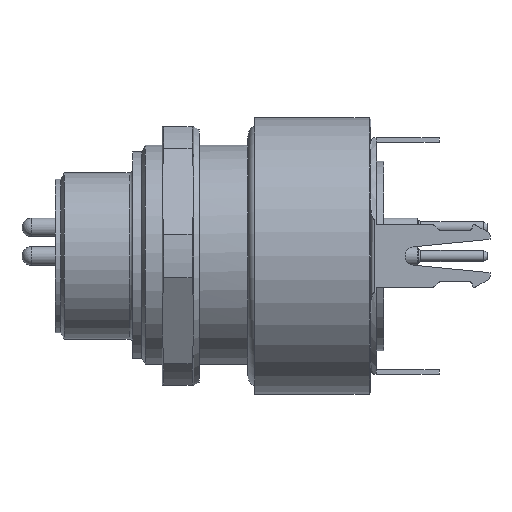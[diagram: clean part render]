
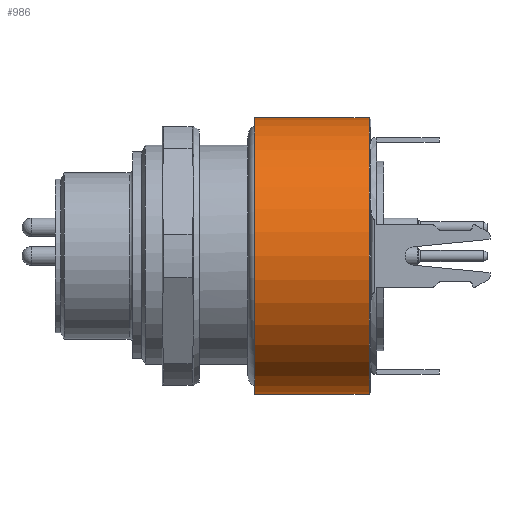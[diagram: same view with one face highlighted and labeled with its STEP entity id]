
A CAD part, front view. The second image highlights one B-rep face of the part: STEP entity #986.
In plain terms, the highlighted cylindrical face has radius 7.5 mm (diameter 15 mm), a full revolution.
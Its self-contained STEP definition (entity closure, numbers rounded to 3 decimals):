
#986=ADVANCED_FACE('',(#1297,#1298),#1212,.T.);
#1212=CYLINDRICAL_SURFACE('',#3865,7.5);
#1297=FACE_BOUND('',#1441,.T.);
#1298=FACE_BOUND('',#1442,.T.);
#1441=EDGE_LOOP('',(#1762));
#1442=EDGE_LOOP('',(#1763));
#1762=ORIENTED_EDGE('',*,*,#3149,.T.);
#1763=ORIENTED_EDGE('',*,*,#3150,.T.);
#2790=VERTEX_POINT('',#5393);
#2791=VERTEX_POINT('',#5395);
#3149=EDGE_CURVE('',#2790,#2790,#3670,.T.);
#3150=EDGE_CURVE('',#2791,#2791,#3671,.T.);
#3670=CIRCLE('',#3863,7.5);
#3671=CIRCLE('',#3864,7.5);
#3863=AXIS2_PLACEMENT_3D('',#5392,#4316,#4317);
#3864=AXIS2_PLACEMENT_3D('',#5394,#4318,#4319);
#3865=AXIS2_PLACEMENT_3D('',#5396,#4320,#4321);
#4316=DIRECTION('',(-1.,0.,0.));
#4317=DIRECTION('',(0.,0.,-1.));
#4318=DIRECTION('',(1.,0.,0.));
#4319=DIRECTION('',(0.,0.,1.));
#4320=DIRECTION('',(-1.,0.,0.));
#4321=DIRECTION('',(0.,0.,1.));
#5392=CARTESIAN_POINT('',(20.7,0.,0.));
#5393=CARTESIAN_POINT('',(20.7,0.,-7.5));
#5394=CARTESIAN_POINT('',(14.5,0.,0.));
#5395=CARTESIAN_POINT('',(14.5,0.,7.5));
#5396=CARTESIAN_POINT('',(15.7,0.,0.));
